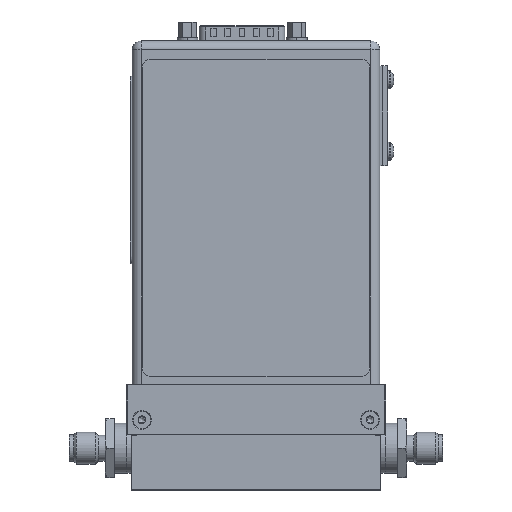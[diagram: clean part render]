
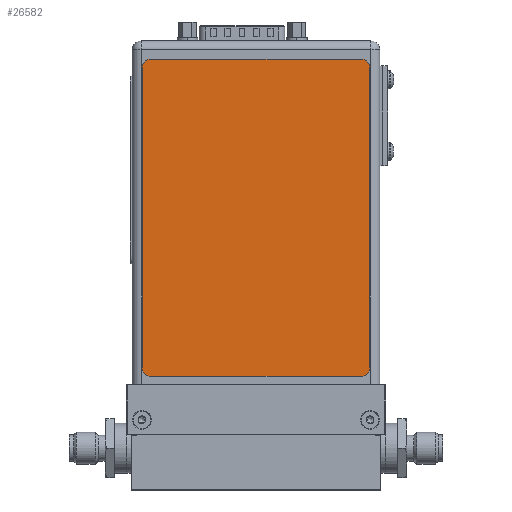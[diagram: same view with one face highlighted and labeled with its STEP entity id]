
A CAD part, top view. The second image highlights one B-rep face of the part: STEP entity #26582.
In plain terms, the highlighted planar face has unit normal (0, 0, 1).
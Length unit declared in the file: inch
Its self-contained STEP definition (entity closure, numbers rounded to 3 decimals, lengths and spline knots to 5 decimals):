
#26339=CARTESIAN_POINT('',(2.63,3.71,0.004));
#26340=DIRECTION('',(0.,0.,1.));
#26341=DIRECTION('',(1.,0.,0.));
#26342=AXIS2_PLACEMENT_3D('',#26339,#26340,#26341);
#26347=DIRECTION('',(0.,1.,0.));
#26348=VECTOR('',#26347,3.61);
#26349=CARTESIAN_POINT('',(2.73,0.1,0.004));
#26350=LINE('',#26349,#26348);
#26354=CARTESIAN_POINT('',(2.63,0.1,0.004));
#26355=DIRECTION('',(0.,0.,1.));
#26356=DIRECTION('',(0.,-1.,0.));
#26357=AXIS2_PLACEMENT_3D('',#26354,#26355,#26356);
#26362=DIRECTION('',(1.,0.,0.));
#26363=VECTOR('',#26362,2.53);
#26364=CARTESIAN_POINT('',(0.1,0.,0.004));
#26365=LINE('',#26364,#26363);
#26369=CARTESIAN_POINT('',(0.1,0.1,0.004));
#26370=DIRECTION('',(0.,0.,1.));
#26371=DIRECTION('',(-1.,0.,0.));
#26372=AXIS2_PLACEMENT_3D('',#26369,#26370,#26371);
#26377=DIRECTION('',(0.,-1.,0.));
#26378=VECTOR('',#26377,3.61);
#26379=CARTESIAN_POINT('',(0.,3.71,0.004));
#26380=LINE('',#26379,#26378);
#26384=CARTESIAN_POINT('',(0.1,3.71,0.004));
#26385=DIRECTION('',(0.,0.,1.));
#26386=DIRECTION('',(0.,1.,0.));
#26387=AXIS2_PLACEMENT_3D('',#26384,#26385,#26386);
#26392=DIRECTION('',(-1.,0.,0.));
#26393=VECTOR('',#26392,2.53);
#26394=CARTESIAN_POINT('',(2.63,3.81,0.004));
#26395=LINE('',#26394,#26393);
#26403=CARTESIAN_POINT('',(2.73,3.71,0.004));
#26404=VERTEX_POINT('',#26403);
#26405=CARTESIAN_POINT('',(2.63,3.81,0.004));
#26406=VERTEX_POINT('',#26405);
#26411=CARTESIAN_POINT('',(0.1,3.81,0.004));
#26412=VERTEX_POINT('',#26411);
#26413=CARTESIAN_POINT('',(0.,3.71,0.004));
#26414=VERTEX_POINT('',#26413);
#26419=CARTESIAN_POINT('',(0.,0.1,0.004));
#26420=VERTEX_POINT('',#26419);
#26421=CARTESIAN_POINT('',(0.1,0.,0.004));
#26422=VERTEX_POINT('',#26421);
#26425=CARTESIAN_POINT('',(2.73,0.1,0.004));
#26426=VERTEX_POINT('',#26425);
#26429=CARTESIAN_POINT('',(2.63,0.,0.004));
#26430=VERTEX_POINT('',#26429);
#26567=CARTESIAN_POINT('',(0.,0.,0.004));
#26568=DIRECTION('',(0.,0.,1.));
#26569=DIRECTION('',(1.,0.,0.));
#26570=AXIS2_PLACEMENT_3D('',#26567,#26568,#26569);
#26571=PLANE('',#26570);
#26572=ORIENTED_EDGE('',*,*,#26463,.F.);
#26573=ORIENTED_EDGE('',*,*,#26479,.F.);
#26574=ORIENTED_EDGE('',*,*,#26492,.F.);
#26575=ORIENTED_EDGE('',*,*,#26505,.F.);
#26576=ORIENTED_EDGE('',*,*,#26520,.F.);
#26577=ORIENTED_EDGE('',*,*,#26533,.F.);
#26578=ORIENTED_EDGE('',*,*,#26548,.F.);
#26579=ORIENTED_EDGE('',*,*,#26560,.F.);
#26580=EDGE_LOOP('',(#26572,#26573,#26574,#26575,#26576,#26577,#26578,#26579));
#26581=FACE_OUTER_BOUND('',#26580,.F.);
#26582=ADVANCED_FACE('',(#26581),#26571,.T.);
#26343=CIRCLE('',#26342,0.1);
#26358=CIRCLE('',#26357,0.1);
#26373=CIRCLE('',#26372,0.1);
#26388=CIRCLE('',#26387,0.1);
#26463=EDGE_CURVE('',#26404,#26406,#26343,.T.);
#26479=EDGE_CURVE('',#26426,#26404,#26350,.T.);
#26492=EDGE_CURVE('',#26430,#26426,#26358,.T.);
#26505=EDGE_CURVE('',#26422,#26430,#26365,.T.);
#26520=EDGE_CURVE('',#26420,#26422,#26373,.T.);
#26533=EDGE_CURVE('',#26414,#26420,#26380,.T.);
#26548=EDGE_CURVE('',#26412,#26414,#26388,.T.);
#26560=EDGE_CURVE('',#26406,#26412,#26395,.T.);
